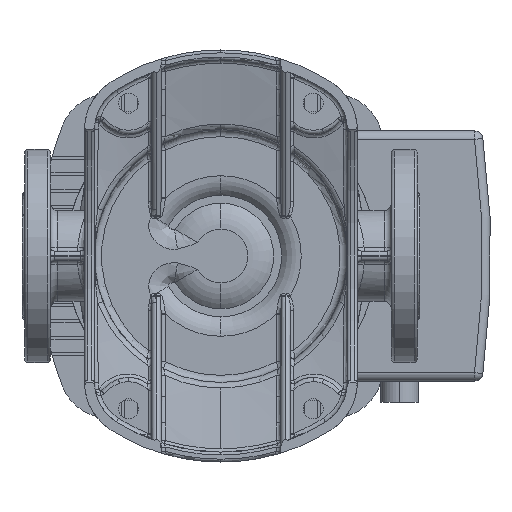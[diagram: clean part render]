
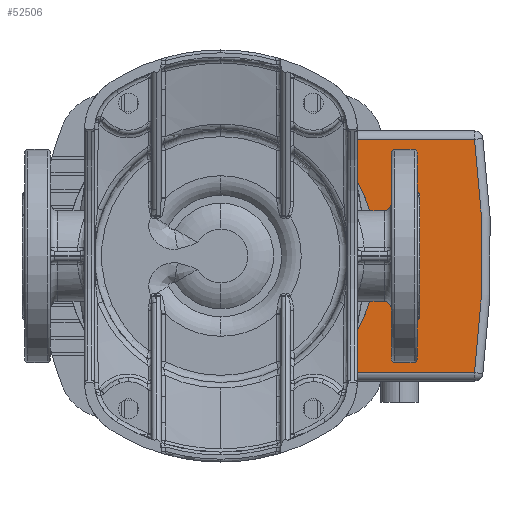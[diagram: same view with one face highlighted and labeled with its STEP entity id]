
A CAD part, front view. The second image highlights one B-rep face of the part: STEP entity #52506.
In plain terms, the highlighted face is planar.
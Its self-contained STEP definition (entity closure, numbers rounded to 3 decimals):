
#321 = ORIENTED_EDGE ( 'NONE', *, *, #55847, .T. ) ;
#948 = CARTESIAN_POINT ( 'NONE',  ( 82., 128.5, -140.5 ) ) ;
#4023 = AXIS2_PLACEMENT_3D ( 'NONE', #31899, #13490, #8317 ) ;
#6959 = DIRECTION ( 'NONE',  ( 1., 0., 0. ) ) ;
#8317 = DIRECTION ( 'NONE',  ( 0., -1., 0. ) ) ;
#9220 = ORIENTED_EDGE ( 'NONE', *, *, #24154, .T. ) ;
#9299 = PLANE ( 'NONE',  #4023 ) ;
#12739 = CARTESIAN_POINT ( 'NONE',  ( 82., 72.569, -140.5 ) ) ;
#13008 = EDGE_CURVE ( 'NONE', #47482, #23045, #64985, .T. ) ;
#13490 = DIRECTION ( 'NONE',  ( 0., 0., 1. ) ) ;
#23045 = VERTEX_POINT ( 'NONE', #27121 ) ;
#24154 = EDGE_CURVE ( 'NONE', #23045, #56516, #56838, .T. ) ;
#25978 = CARTESIAN_POINT ( 'NONE',  ( 82., 178.436, -140.5 ) ) ;
#27121 = CARTESIAN_POINT ( 'NONE',  ( -82., 72.569, -140.5 ) ) ;
#28839 = CARTESIAN_POINT ( 'NONE',  ( 0., 0., -140.5 ) ) ;
#29091 = DIRECTION ( 'NONE',  ( 0., 1., 0. ) ) ;
#31899 = CARTESIAN_POINT ( 'NONE',  ( 68., 128.5, -140.5 ) ) ;
#34623 = LINE ( 'NONE', #948, #34957 ) ;
#34957 = VECTOR ( 'NONE', #29091, 1000. ) ;
#39707 = VERTEX_POINT ( 'NONE', #25978 ) ;
#42345 = CARTESIAN_POINT ( 'NONE',  ( 0., -423., -140.5 ) ) ;
#44935 = VECTOR ( 'NONE', #54256, 1000. ) ;
#47276 = ORIENTED_EDGE ( 'NONE', *, *, #13008, .T. ) ;
#47482 = VERTEX_POINT ( 'NONE', #59640 ) ;
#47662 = ORIENTED_EDGE ( 'NONE', *, *, #65909, .T. ) ;
#52506 = ADVANCED_FACE ( 'NONE', ( #60002 ), #9299, .T. ) ;
#54256 = DIRECTION ( 'NONE',  ( 0., -1., 0. ) ) ;
#55847 = EDGE_CURVE ( 'NONE', #39707, #47482, #60804, .T. ) ;
#56516 = VERTEX_POINT ( 'NONE', #12739 ) ;
#56838 = CIRCLE ( 'NONE', #69848, 109.5 ) ;
#57293 = DIRECTION ( 'NONE',  ( 0., 0., -1. ) ) ;
#59640 = CARTESIAN_POINT ( 'NONE',  ( -82., 178.436, -140.5 ) ) ;
#60002 = FACE_OUTER_BOUND ( 'NONE', #68910, .T. ) ;
#60072 = DIRECTION ( 'NONE',  ( 0., -1., 0. ) ) ;
#60804 = CIRCLE ( 'NONE', #64338, 607. ) ;
#64338 = AXIS2_PLACEMENT_3D ( 'NONE', #42345, #65263, #60072 ) ;
#64985 = LINE ( 'NONE', #65727, #44935 ) ;
#65263 = DIRECTION ( 'NONE',  ( 0., 0., 1. ) ) ;
#65727 = CARTESIAN_POINT ( 'NONE',  ( -82., 128.5, -140.5 ) ) ;
#65909 = EDGE_CURVE ( 'NONE', #56516, #39707, #34623, .T. ) ;
#68910 = EDGE_LOOP ( 'NONE', ( #9220, #47662, #321, #47276 ) ) ;
#69848 = AXIS2_PLACEMENT_3D ( 'NONE', #28839, #57293, #6959 ) ;
